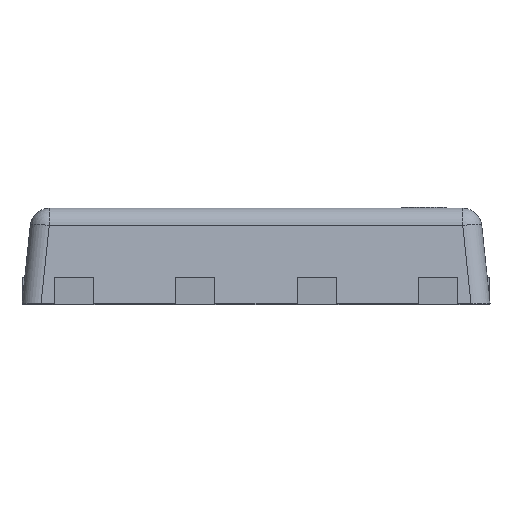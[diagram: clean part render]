
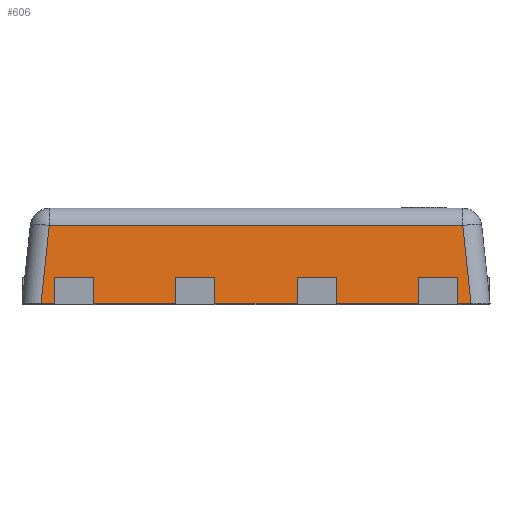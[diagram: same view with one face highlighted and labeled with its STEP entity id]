
A CAD part, front view. The second image highlights one B-rep face of the part: STEP entity #606.
In plain terms, the highlighted planar face has unit normal (0, -0.995, 0.104).
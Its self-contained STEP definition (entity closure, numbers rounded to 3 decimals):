
#366 = EDGE_CURVE ( 'NONE', #7670, #2070, #5454, .T. ) ;
#465 = AXIS2_PLACEMENT_3D ( 'NONE', #15353, #15156, #7834 ) ;
#606 = ADVANCED_FACE ( 'NONE', ( #2298 ), #18034, .T. ) ;
#1047 = VECTOR ( 'NONE', #10802, 1000. ) ;
#1964 = LINE ( 'NONE', #7572, #6945 ) ;
#2070 = VERTEX_POINT ( 'NONE', #16635 ) ;
#2220 = EDGE_CURVE ( 'NONE', #8577, #7670, #1964, .T. ) ;
#2298 = FACE_OUTER_BOUND ( 'NONE', #12180, .T. ) ;
#3235 = CARTESIAN_POINT ( 'NONE',  ( 2.251, -2.875, 0. ) ) ;
#3905 = VERTEX_POINT ( 'NONE', #3235 ) ;
#4154 = ORIENTED_EDGE ( 'NONE', *, *, #2220, .T. ) ;
#4645 = VECTOR ( 'NONE', #9196, 1000. ) ;
#4935 = EDGE_CURVE ( 'NONE', #2070, #3905, #6500, .T. ) ;
#5292 = VECTOR ( 'NONE', #16100, 1000. ) ;
#5454 = LINE ( 'NONE', #12377, #1047 ) ;
#6035 = ORIENTED_EDGE ( 'NONE', *, *, #366, .T. ) ;
#6500 = LINE ( 'NONE', #7895, #4645 ) ;
#6945 = VECTOR ( 'NONE', #11731, 1000. ) ;
#7572 = CARTESIAN_POINT ( 'NONE',  ( -2.345, -2.789, 0.821 ) ) ;
#7670 = VERTEX_POINT ( 'NONE', #8231 ) ;
#7834 = DIRECTION ( 'NONE',  ( 0., -0.105, -0.995 ) ) ;
#7895 = CARTESIAN_POINT ( 'NONE',  ( -2.45, -2.875, 0. ) ) ;
#8231 = CARTESIAN_POINT ( 'NONE',  ( -2.165, -2.789, 0.821 ) ) ;
#8577 = VERTEX_POINT ( 'NONE', #16017 ) ;
#9196 = DIRECTION ( 'NONE',  ( 1., 0., 0. ) ) ;
#10802 = DIRECTION ( 'NONE',  ( -0.104, -0.104, -0.989 ) ) ;
#11731 = DIRECTION ( 'NONE',  ( -1., 0., 0. ) ) ;
#12091 = CARTESIAN_POINT ( 'NONE',  ( 2.2, -2.824, 0.483 ) ) ;
#12180 = EDGE_LOOP ( 'NONE', ( #17259, #17946, #4154, #6035 ) ) ;
#12377 = CARTESIAN_POINT ( 'NONE',  ( -2.253, -2.877, -0.02 ) ) ;
#15156 = DIRECTION ( 'NONE',  ( 0., -0.995, 0.105 ) ) ;
#15353 = CARTESIAN_POINT ( 'NONE',  ( -2.45, -2.875, 0. ) ) ;
#16017 = CARTESIAN_POINT ( 'NONE',  ( 2.165, -2.789, 0.821 ) ) ;
#16100 = DIRECTION ( 'NONE',  ( -0.104, 0.104, 0.989 ) ) ;
#16635 = CARTESIAN_POINT ( 'NONE',  ( -2.251, -2.875, 0. ) ) ;
#17259 = ORIENTED_EDGE ( 'NONE', *, *, #4935, .T. ) ;
#17487 = LINE ( 'NONE', #12091, #5292 ) ;
#17946 = ORIENTED_EDGE ( 'NONE', *, *, #18256, .T. ) ;
#18034 = PLANE ( 'NONE',  #465 ) ;
#18256 = EDGE_CURVE ( 'NONE', #3905, #8577, #17487, .T. ) ;
